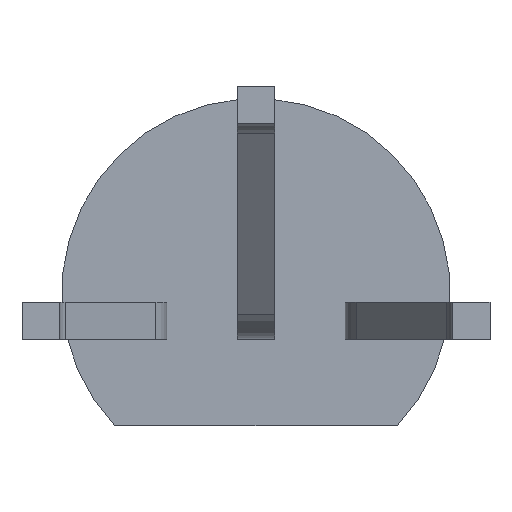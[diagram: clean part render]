
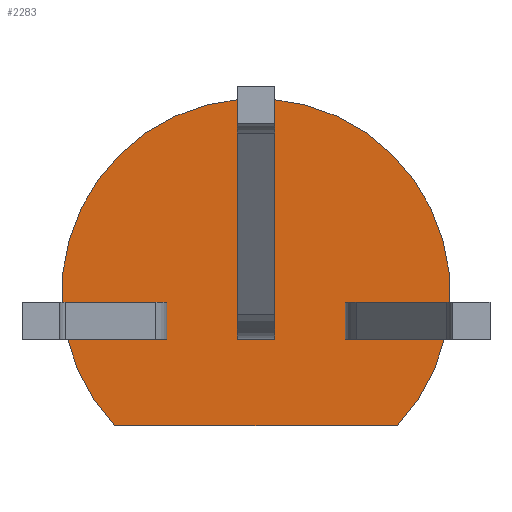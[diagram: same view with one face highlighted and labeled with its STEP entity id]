
A CAD part, front view. The second image highlights one B-rep face of the part: STEP entity #2283.
In plain terms, the highlighted planar face has unit normal (0, -1, 0).
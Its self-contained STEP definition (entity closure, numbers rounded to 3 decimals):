
#21=CIRCLE('',#2369,2.29);
#210=FACE_OUTER_BOUND('',#345,.T.);
#345=EDGE_LOOP('',(#1923,#1924));
#497=LINE('',#4277,#694);
#694=VECTOR('',#2600,10.);
#1048=VERTEX_POINT('',#4275);
#1049=VERTEX_POINT('',#4276);
#1349=EDGE_CURVE('',#1048,#1049,#497,.T.);
#1353=EDGE_CURVE('',#1048,#1049,#21,.T.);
#1923=ORIENTED_EDGE('',*,*,#1353,.F.);
#1924=ORIENTED_EDGE('',*,*,#1349,.T.);
#2167=PLANE('',#2372);
#2283=ADVANCED_FACE('',(#210),#2167,.F.);
#2369=AXIS2_PLACEMENT_3D('',#4284,#2606,#2607);
#2372=AXIS2_PLACEMENT_3D('',#4287,#2612,#2613);
#2600=DIRECTION('',(1.,0.,0.));
#2606=DIRECTION('center_axis',(0.,1.,0.));
#2607=DIRECTION('ref_axis',(1.,0.,0.));
#2612=DIRECTION('center_axis',(0.,1.,0.));
#2613=DIRECTION('ref_axis',(1.,0.,0.));
#4275=CARTESIAN_POINT('',(-1.667,0.,-1.57));
#4276=CARTESIAN_POINT('',(1.667,0.,-1.57));
#4277=CARTESIAN_POINT('',(-5.5,0.,-1.57));
#4284=CARTESIAN_POINT('Origin',(0.,0.,0.));
#4287=CARTESIAN_POINT('Origin',(0.,0.,0.36));
